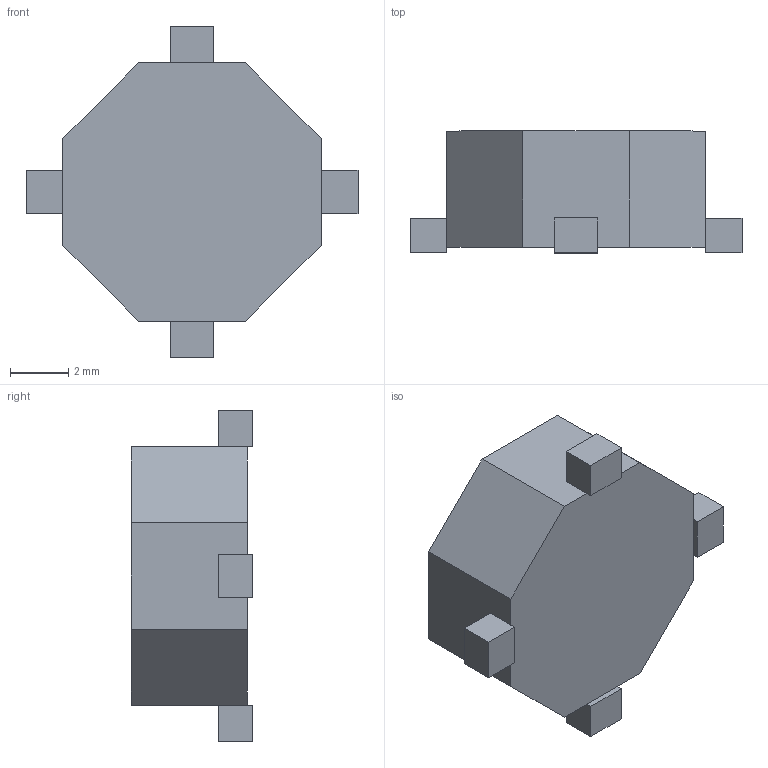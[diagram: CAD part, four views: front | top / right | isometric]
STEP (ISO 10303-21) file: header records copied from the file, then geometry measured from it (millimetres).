
FILE_DESCRIPTION (( 'STEP AP214' ), '1' );
FILE_NAME ('CTX33-1P-R.STEP', '2024-07-07T11:28:01', ( '' ), ( '' ), 'SwSTEP 2.0', 'SolidWorks 2016', '' );
FILE_SCHEMA (( 'AUTOMOTIVE_DESIGN' ));
Length unit declared in the file: millimetre
Products named in the file (1): CTX33-1P-R
Bounding box: 11.43 x 4.19 x 11.43 mm (x, y, z)
Volume: 271 mm3; surface area: 290.4 mm2
Topology: 5 solids, 5 shells, 37 faces, 78 edges, 52 vertices
Faces by surface type: plane 35, cylinder 2
Entity records: 1057 total; most frequent: CARTESIAN_POINT 168, DIRECTION 158, ORIENTED_EDGE 156, EDGE_CURVE 78, LINE 74, VECTOR 74, VERTEX_POINT 52, AXIS2_PLACEMENT_3D 42
